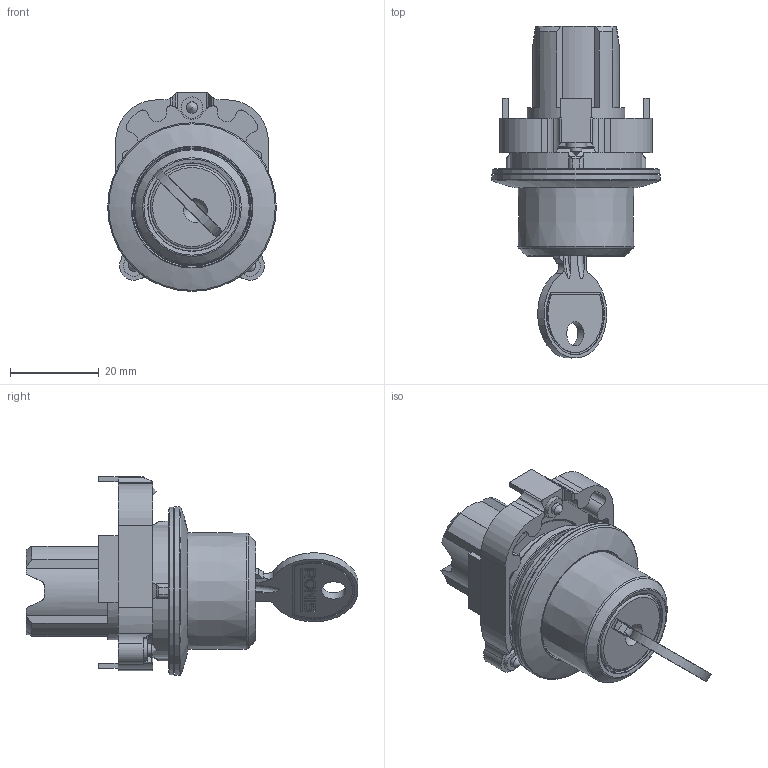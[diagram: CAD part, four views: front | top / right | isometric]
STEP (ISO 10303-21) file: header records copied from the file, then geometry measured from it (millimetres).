
FILE_DESCRIPTION( ( 'Unknown' ), '1' );
FILE_NAME( '45-290J.4F00.116.stp', 'Unknown', ( 'Unknown' ), ( 'Unknown' ), 'PSStep 15.0.49', 'Unknown', ' ' );
FILE_SCHEMA( ( 'AUTOMOTIVE_DESIGN { 1 0 10303 214 1 1 1 1 }' ) );
Length unit declared in the file: millimetre
Products named in the file (2): 0
Bounding box: 38 x 74.76 x 44.8 mm (x, y, z)
Volume: 21046.5 mm3; surface area: 17907.5 mm2
Topology: 2 solids, 3 shells, 406 faces, 1050 edges, 687 vertices
Faces by surface type: plane 190, cylinder 123, cone 35, extrusion 34, torus 15, bspline 6, revolution 2, sphere 1
Full cylindrical faces by diameter (mm): 2.6 x3, 4.8 x3, 5.5 x1, 11.1 x1, 11.7 x1, 17.198 x1, 18.8 x1, 20 x1, 20.5 x1, 22 x1, 23.198 x1, 23.8 x1, 25 x2, 25.6 x1, 26.5 x1, 27.9 x1, 30.1 x1, 36.753 x1, 38 x1
Entity records: 21152 total; most frequent: CARTESIAN_POINT 3436, ORIENTED_EDGE 1976, DIRECTION 1908, STYLED_ITEM 1376, PRESENTATION_STYLE_ASSIGNMENT 1376, COLOUR_RGB 1376, EDGE_CURVE 988, CURVE_STYLE 970
